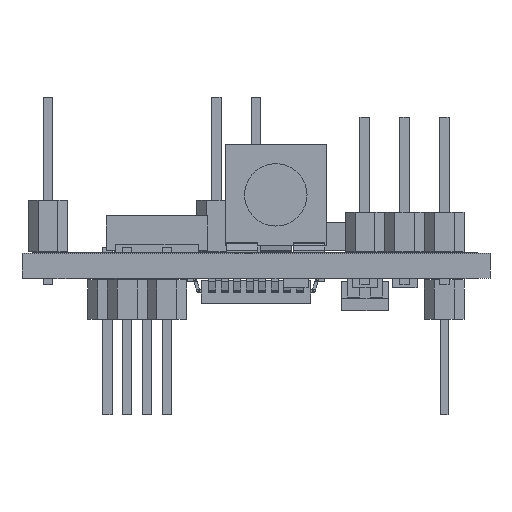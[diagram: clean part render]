
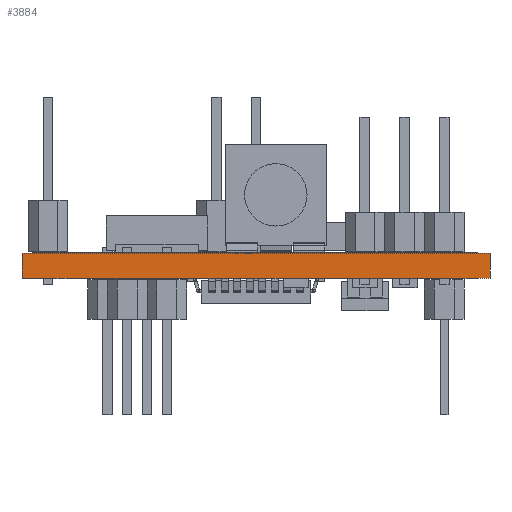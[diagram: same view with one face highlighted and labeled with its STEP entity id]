
A CAD part, left-side view. The second image highlights one B-rep face of the part: STEP entity #3884.
In plain terms, the highlighted planar face has unit normal (-1, 0, 0).
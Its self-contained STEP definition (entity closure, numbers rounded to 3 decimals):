
#3791=CARTESIAN_POINT('',(-15.,15.,-0.8));
#3792=VERTEX_POINT('',#3791);
#3793=CARTESIAN_POINT('',(-15.,15.,0.8));
#3794=VERTEX_POINT('',#3793);
#3795=CARTESIAN_POINT('',(-15.,-15.,-0.8));
#3796=VERTEX_POINT('',#3795);
#3797=CARTESIAN_POINT('',(-15.,-15.,0.8));
#3798=VERTEX_POINT('',#3797);
#3807=DIRECTION('',(0.,-30.,0.));
#3808=VECTOR('',#3807,1.);
#3809=LINE('',#3791,#3808);
#3810=DIRECTION('',(0.,-30.,0.));
#3811=VECTOR('',#3810,1.);
#3812=LINE('',#3793,#3811);
#3831=DIRECTION('',(0.,0.,1.6));
#3832=VECTOR('',#3831,1.);
#3833=LINE('',#3791,#3832);
#3834=DIRECTION('',(0.,0.,1.6));
#3835=VECTOR('',#3834,1.);
#3836=LINE('',#3795,#3835);
#3843=EDGE_CURVE('',#3792,#3796,#3809,.T.);
#3844=ORIENTED_EDGE('',*,*,#3843,.T.);
#3846=EDGE_CURVE('',#3794,#3798,#3812,.T.);
#3848=ORIENTED_EDGE('',*,*,#3846,.F.);
#3849=EDGE_CURVE('',#3792,#3794,#3833,.T.);
#3851=ORIENTED_EDGE('',*,*,#3849,.F.);
#3858=EDGE_CURVE('',#3796,#3798,#3836,.T.);
#3859=ORIENTED_EDGE('',*,*,#3858,.T.);
#3879=EDGE_LOOP('',(#3851,#3844,#3859,#3848));
#3880=FACE_OUTER_BOUND('',#3879,.T.);
#3881=DIRECTION('',(-900000000.,0.,0.));
#3882=AXIS2_PLACEMENT_3D('',#3791,#3881,$);
#3883=PLANE('',#3882);
#3884=ADVANCED_FACE('',(#3880),#3883,.T.);
